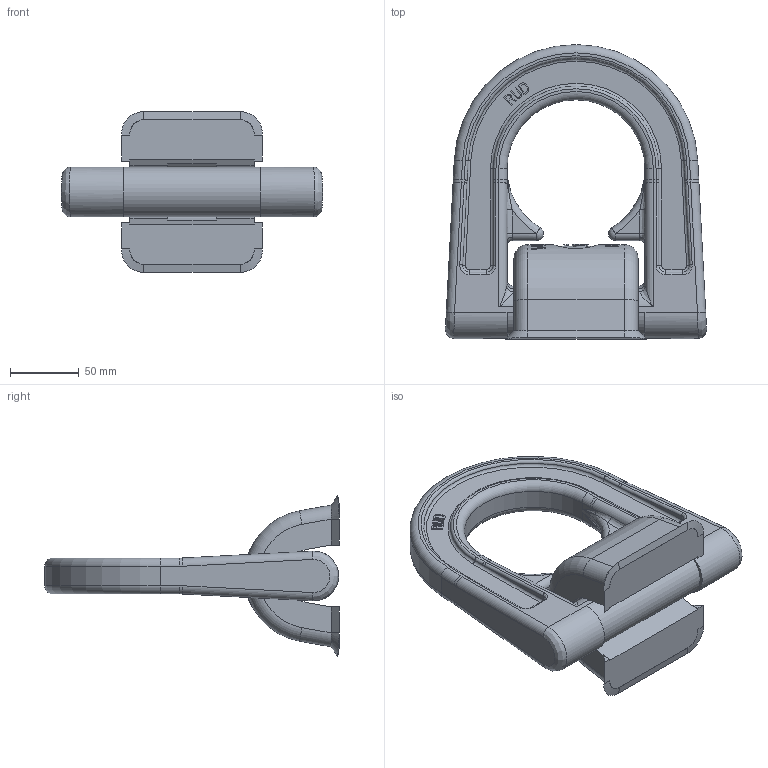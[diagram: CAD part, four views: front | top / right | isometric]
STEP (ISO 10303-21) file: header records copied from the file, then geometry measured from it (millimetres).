
FILE_DESCRIPTION((''),'2;1');
FILE_NAME('001-M32122-P-1_ASM','2005-09-21T',('jakubetz'),(''),'PRO/ENGINEER BY PARAMETRIC TECHNOLOGY CORPORATION, 2001400','PRO/ENGINEER BY PARAMETRIC TECHNOLOGY CORPORATION, 2001400','');
FILE_SCHEMA(('CONFIG_CONTROL_DESIGN'));
Length unit declared in the file: millimetre
Products named in the file (3): 001-M32122-P-1; 001-M32122-P-2; 001-M32122-P-1_ASM
Assembly tree (2 placements, depth 2):
  001-M32122-P-1_ASM
    001-M32122-P-1
    001-M32122-P-2
Bounding box: 189.34 x 213.5 x 116.5 mm (x, y, z)
Volume: 941315.6 mm3; surface area: 121788.5 mm2
Topology: 2 solids, 2 shells, 619 faces, 1615 edges, 1016 vertices
Faces by surface type: plane 409, cylinder 108, bspline 58, torus 40, sphere 4
Entity records: 22261 total; most frequent: CARTESIAN_POINT 7948, ORIENTED_EDGE 3230, DIRECTION 2576, EDGE_CURVE 1615, VERTEX_POINT 1016, AXIS2_PLACEMENT_3D 874, VECTOR 828, LINE 828
